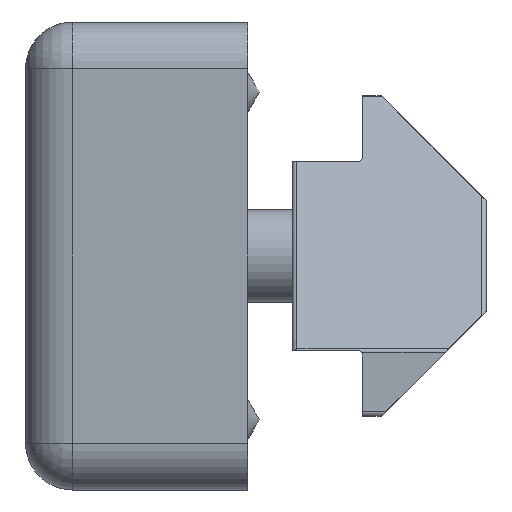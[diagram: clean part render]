
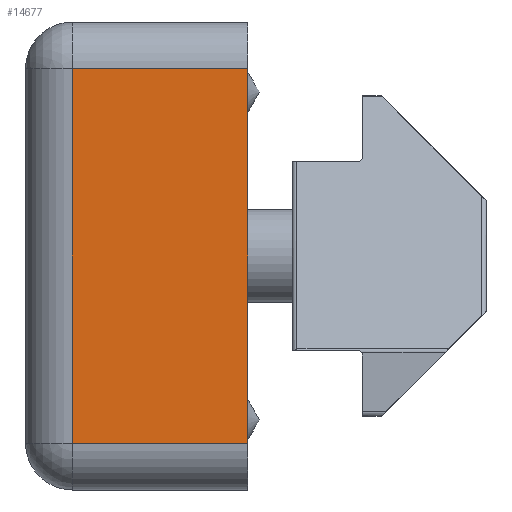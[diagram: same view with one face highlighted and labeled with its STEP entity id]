
A CAD part, left-side view. The second image highlights one B-rep face of the part: STEP entity #14677.
In plain terms, the highlighted planar face has unit normal (-1, 0, 0).
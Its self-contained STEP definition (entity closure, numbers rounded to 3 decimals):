
#946=PLANE('',#15981);
#1538=LINE('',#24642,#2612);
#1539=LINE('',#24644,#2613);
#1540=LINE('',#24646,#2614);
#1541=LINE('',#24647,#2615);
#2612=VECTOR('',#18763,1000.);
#2613=VECTOR('',#18764,1000.);
#2614=VECTOR('',#18765,1000.);
#2615=VECTOR('',#18766,1000.);
#3595=FACE_OUTER_BOUND('',#4528,.T.);
#4528=EDGE_LOOP('',(#10759,#10760,#10761,#10762));
#6483=VERTEX_POINT('',#24640);
#6484=VERTEX_POINT('',#24641);
#6485=VERTEX_POINT('',#24643);
#6486=VERTEX_POINT('',#24645);
#7991=EDGE_CURVE('',#6483,#6484,#1538,.T.);
#7992=EDGE_CURVE('',#6484,#6485,#1539,.T.);
#7993=EDGE_CURVE('',#6485,#6486,#1540,.T.);
#7994=EDGE_CURVE('',#6486,#6483,#1541,.T.);
#10759=ORIENTED_EDGE('',*,*,#7991,.T.);
#10760=ORIENTED_EDGE('',*,*,#7992,.T.);
#10761=ORIENTED_EDGE('',*,*,#7993,.T.);
#10762=ORIENTED_EDGE('',*,*,#7994,.T.);
#14677=ADVANCED_FACE('',(#3595),#946,.F.);
#15981=AXIS2_PLACEMENT_3D('',#24639,#18761,#18762);
#18761=DIRECTION('center_axis',(1.,0.,0.));
#18762=DIRECTION('ref_axis',(0.,0.,-1.));
#18763=DIRECTION('',(0.,0.,1.));
#18764=DIRECTION('',(0.,1.,0.));
#18765=DIRECTION('',(0.,0.,-1.));
#18766=DIRECTION('',(0.,-1.,0.));
#24639=CARTESIAN_POINT('Origin',(-46.5,9.5,-10.));
#24640=CARTESIAN_POINT('',(-46.5,0.,-8.));
#24641=CARTESIAN_POINT('',(-46.5,0.,8.));
#24642=CARTESIAN_POINT('',(-46.5,0.,-10.));
#24643=CARTESIAN_POINT('',(-46.5,7.5,8.));
#24644=CARTESIAN_POINT('',(-46.5,9.5,8.));
#24645=CARTESIAN_POINT('',(-46.5,7.5,-8.));
#24646=CARTESIAN_POINT('',(-46.5,7.5,-10.));
#24647=CARTESIAN_POINT('',(-46.5,9.5,-8.));
